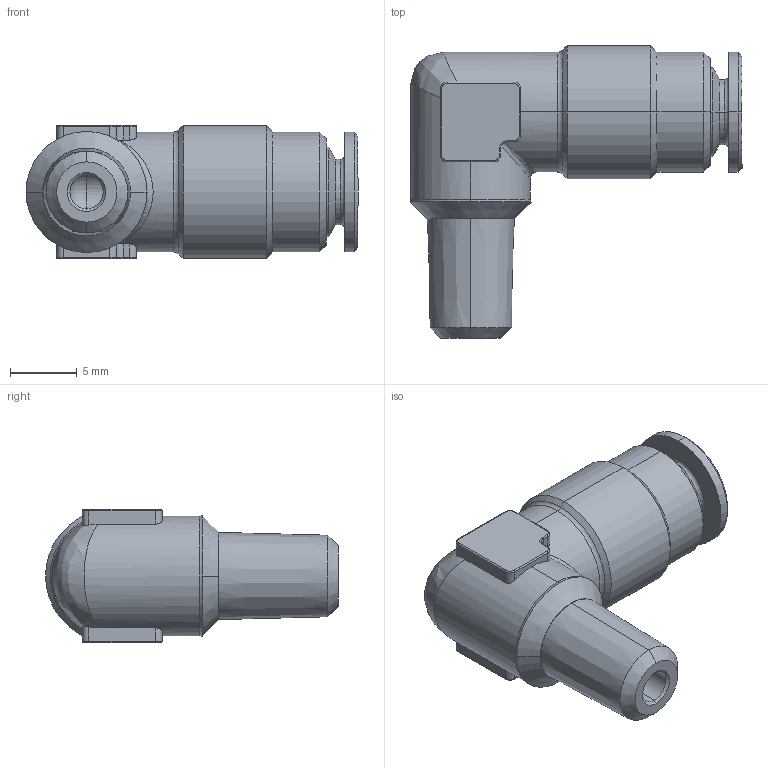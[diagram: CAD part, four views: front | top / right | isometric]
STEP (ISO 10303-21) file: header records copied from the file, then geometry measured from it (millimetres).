
FILE_DESCRIPTION (( 'STEP AP203' ), '1' );
FILE_NAME ('M0040110.STEP', '2010-08-04T11:48:08', ( '' ), ( 'sopra-pneumatic' ), 'SwSTEP 2.0', 'SolidWorks 2009', '' );
FILE_SCHEMA (( 'CONFIG_CONTROL_DESIGN' ));
Length unit declared in the file: millimetre
Products named in the file (1): M0040110
Bounding box: 24.93 x 22 x 10 mm (x, y, z)
Volume: 1822.2 mm3; surface area: 1550.9 mm2
Topology: 1 solids, 1 shells, 114 faces, 265 edges, 157 vertices
Faces by surface type: cylinder 44, cone 26, torus 21, plane 21, bspline 2
Entity records: 3985 total; most frequent: CARTESIAN_POINT 1272, DIRECTION 600, ORIENTED_EDGE 530, EDGE_CURVE 265, AXIS2_PLACEMENT_3D 249, VERTEX_POINT 157, CIRCLE 136, EDGE_LOOP 120
